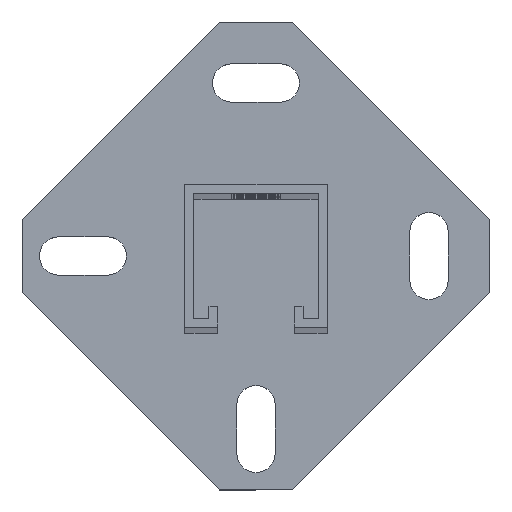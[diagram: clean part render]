
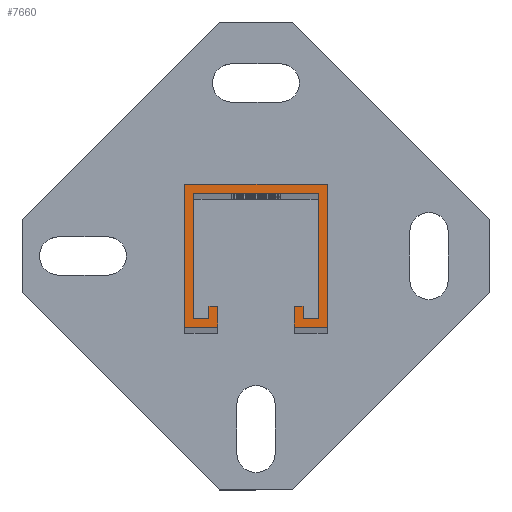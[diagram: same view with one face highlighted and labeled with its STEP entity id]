
A CAD part, top view. The second image highlights one B-rep face of the part: STEP entity #7660.
In plain terms, the highlighted planar face has unit normal (0, 0, 1).
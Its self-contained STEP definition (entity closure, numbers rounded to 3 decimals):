
#38 = CARTESIAN_POINT ( 'NONE',  ( -11., 35., 1000. ) ) ;
#57 = VECTOR ( 'NONE', #11707, 1000. ) ;
#82 = VECTOR ( 'NONE', #1235, 1000. ) ;
#203 = PLANE ( 'NONE',  #5876 ) ;
#241 = ORIENTED_EDGE ( 'NONE', *, *, #2547, .F. ) ;
#243 = LINE ( 'NONE', #6034, #4004 ) ;
#590 = CARTESIAN_POINT ( 'NONE',  ( -13.5, 35., 1000. ) ) ;
#698 = LINE ( 'NONE', #3113, #82 ) ;
#884 = EDGE_CURVE ( 'NONE', #9795, #12281, #2150, .T. ) ;
#1031 = VERTEX_POINT ( 'NONE', #590 ) ;
#1046 = DIRECTION ( 'NONE',  ( 1., 0., 0. ) ) ;
#1108 = EDGE_CURVE ( 'NONE', #12314, #6237, #9227, .T. ) ;
#1235 = DIRECTION ( 'NONE',  ( 1., 0., 0. ) ) ;
#1270 = EDGE_CURVE ( 'NONE', #4183, #8455, #3650, .T. ) ;
#1327 = CARTESIAN_POINT ( 'NONE',  ( -20.5, 0., 1000. ) ) ;
#1335 = DIRECTION ( 'NONE',  ( 1., 0., 0. ) ) ;
#1409 = VECTOR ( 'NONE', #1046, 1000. ) ;
#1414 = LINE ( 'NONE', #8572, #12124 ) ;
#1759 = VERTEX_POINT ( 'NONE', #7365 ) ;
#1780 = CARTESIAN_POINT ( 'NONE',  ( 13.5, 38.5, 1000. ) ) ;
#2014 = VERTEX_POINT ( 'NONE', #9601 ) ;
#2148 = ORIENTED_EDGE ( 'NONE', *, *, #9469, .F. ) ;
#2150 = LINE ( 'NONE', #11951, #8912 ) ;
#2431 = VECTOR ( 'NONE', #8590, 1000. ) ;
#2478 = CARTESIAN_POINT ( 'NONE',  ( 20.5, 5., 1000. ) ) ;
#2505 = CARTESIAN_POINT ( 'NONE',  ( 18., 2.5, 1000. ) ) ;
#2547 = EDGE_CURVE ( 'NONE', #4183, #2816, #10377, .T. ) ;
#2586 = CARTESIAN_POINT ( 'NONE',  ( 20.5, 41., 1000. ) ) ;
#2616 = LINE ( 'NONE', #9613, #57 ) ;
#2816 = VERTEX_POINT ( 'NONE', #4530 ) ;
#3063 = LINE ( 'NONE', #10849, #11189 ) ;
#3113 = CARTESIAN_POINT ( 'NONE',  ( -17.5, 38.5, 1000. ) ) ;
#3278 = ORIENTED_EDGE ( 'NONE', *, *, #8121, .T. ) ;
#3279 = VECTOR ( 'NONE', #11277, 1000. ) ;
#3366 = VECTOR ( 'NONE', #5382, 1000. ) ;
#3426 = LINE ( 'NONE', #4164, #5662 ) ;
#3555 = DIRECTION ( 'NONE',  ( 0., 1., 0. ) ) ;
#3650 = LINE ( 'NONE', #6931, #1409 ) ;
#3753 = EDGE_CURVE ( 'NONE', #6386, #10627, #3063, .T. ) ;
#3801 = DIRECTION ( 'NONE',  ( 0., -1., 0. ) ) ;
#3818 = VECTOR ( 'NONE', #9165, 1000. ) ;
#3871 = CARTESIAN_POINT ( 'NONE',  ( 11., 38., 1000. ) ) ;
#3981 = ORIENTED_EDGE ( 'NONE', *, *, #884, .F. ) ;
#4004 = VECTOR ( 'NONE', #11883, 1000. ) ;
#4098 = ORIENTED_EDGE ( 'NONE', *, *, #9793, .T. ) ;
#4105 = VECTOR ( 'NONE', #3555, 1000. ) ;
#4164 = CARTESIAN_POINT ( 'NONE',  ( 15.5, 2.5, 1000. ) ) ;
#4183 = VERTEX_POINT ( 'NONE', #7552 ) ;
#4312 = CARTESIAN_POINT ( 'NONE',  ( -20.5, -115.862, 1000. ) ) ;
#4516 = VERTEX_POINT ( 'NONE', #4554 ) ;
#4530 = CARTESIAN_POINT ( 'NONE',  ( 11., 41., 1000. ) ) ;
#4554 = CARTESIAN_POINT ( 'NONE',  ( -11., 41., 1000. ) ) ;
#4567 = CARTESIAN_POINT ( 'NONE',  ( -17.5, 41., 1000. ) ) ;
#4705 = EDGE_CURVE ( 'NONE', #2014, #1031, #1414, .T. ) ;
#4813 = LINE ( 'NONE', #7248, #11598 ) ;
#4978 = CARTESIAN_POINT ( 'NONE',  ( 18., 5., 1000. ) ) ;
#5014 = ORIENTED_EDGE ( 'NONE', *, *, #6634, .F. ) ;
#5103 = DIRECTION ( 'NONE',  ( 0., 1., 0. ) ) ;
#5141 = DIRECTION ( 'NONE',  ( -1., 0., 0. ) ) ;
#5382 = DIRECTION ( 'NONE',  ( 1., 0., 0. ) ) ;
#5477 = CARTESIAN_POINT ( 'NONE',  ( -18., 5., 1000. ) ) ;
#5662 = VECTOR ( 'NONE', #10881, 1000. ) ;
#5876 = AXIS2_PLACEMENT_3D ( 'NONE', #4312, #9938, #5141 ) ;
#5927 = EDGE_CURVE ( 'NONE', #11922, #1759, #7563, .T. ) ;
#5955 = ORIENTED_EDGE ( 'NONE', *, *, #1108, .T. ) ;
#6034 = CARTESIAN_POINT ( 'NONE',  ( 13.5, 38., 1000. ) ) ;
#6185 = EDGE_CURVE ( 'NONE', #2816, #11922, #9809, .T. ) ;
#6221 = ORIENTED_EDGE ( 'NONE', *, *, #4705, .T. ) ;
#6237 = VERTEX_POINT ( 'NONE', #7307 ) ;
#6386 = VERTEX_POINT ( 'NONE', #1780 ) ;
#6433 = EDGE_CURVE ( 'NONE', #1759, #9795, #2616, .T. ) ;
#6487 = FACE_OUTER_BOUND ( 'NONE', #11524, .T. ) ;
#6634 = EDGE_CURVE ( 'NONE', #4516, #10644, #10260, .T. ) ;
#6931 = CARTESIAN_POINT ( 'NONE',  ( 13.5, 35., 1000. ) ) ;
#6993 = CARTESIAN_POINT ( 'NONE',  ( -18., 2.5, 1000. ) ) ;
#7116 = CARTESIAN_POINT ( 'NONE',  ( -11., 38., 1000. ) ) ;
#7155 = VERTEX_POINT ( 'NONE', #2505 ) ;
#7180 = ORIENTED_EDGE ( 'NONE', *, *, #1270, .T. ) ;
#7248 = CARTESIAN_POINT ( 'NONE',  ( -11., 35., 1000. ) ) ;
#7307 = CARTESIAN_POINT ( 'NONE',  ( -18., 38.5, 1000. ) ) ;
#7330 = ORIENTED_EDGE ( 'NONE', *, *, #11094, .T. ) ;
#7365 = CARTESIAN_POINT ( 'NONE',  ( 20.5, 0., 1000. ) ) ;
#7469 = DIRECTION ( 'NONE',  ( 0., -1., 0. ) ) ;
#7552 = CARTESIAN_POINT ( 'NONE',  ( 11., 35., 1000. ) ) ;
#7563 = LINE ( 'NONE', #2478, #3818 ) ;
#7660 = ADVANCED_FACE ( 'NONE', ( #6487 ), #203, .F. ) ;
#7790 = ORIENTED_EDGE ( 'NONE', *, *, #6433, .F. ) ;
#7896 = CARTESIAN_POINT ( 'NONE',  ( -20.5, 41., 1000. ) ) ;
#7941 = ORIENTED_EDGE ( 'NONE', *, *, #10285, .T. ) ;
#8060 = DIRECTION ( 'NONE',  ( 0., -1., 0. ) ) ;
#8119 = DIRECTION ( 'NONE',  ( 1., 0., 0. ) ) ;
#8121 = EDGE_CURVE ( 'NONE', #10627, #7155, #10833, .T. ) ;
#8163 = VECTOR ( 'NONE', #7469, 1000. ) ;
#8277 = VECTOR ( 'NONE', #8060, 1000. ) ;
#8455 = VERTEX_POINT ( 'NONE', #8642 ) ;
#8532 = ORIENTED_EDGE ( 'NONE', *, *, #5927, .F. ) ;
#8572 = CARTESIAN_POINT ( 'NONE',  ( -13.5, 38., 1000. ) ) ;
#8590 = DIRECTION ( 'NONE',  ( 0., 1., 0. ) ) ;
#8642 = CARTESIAN_POINT ( 'NONE',  ( 13.5, 35., 1000. ) ) ;
#8912 = VECTOR ( 'NONE', #5103, 1000. ) ;
#9165 = DIRECTION ( 'NONE',  ( 0., -1., 0. ) ) ;
#9227 = LINE ( 'NONE', #5477, #4105 ) ;
#9469 = EDGE_CURVE ( 'NONE', #12281, #4516, #10035, .T. ) ;
#9601 = CARTESIAN_POINT ( 'NONE',  ( -13.5, 38.5, 1000. ) ) ;
#9613 = CARTESIAN_POINT ( 'NONE',  ( 15.5, 0., 1000. ) ) ;
#9793 = EDGE_CURVE ( 'NONE', #7155, #12314, #3426, .T. ) ;
#9795 = VERTEX_POINT ( 'NONE', #1327 ) ;
#9809 = LINE ( 'NONE', #10290, #3366 ) ;
#9938 = DIRECTION ( 'NONE',  ( 0., 0., -1. ) ) ;
#10035 = LINE ( 'NONE', #4567, #3279 ) ;
#10260 = LINE ( 'NONE', #7116, #8163 ) ;
#10285 = EDGE_CURVE ( 'NONE', #8455, #6386, #243, .T. ) ;
#10290 = CARTESIAN_POINT ( 'NONE',  ( 17.5, 41., 1000. ) ) ;
#10377 = LINE ( 'NONE', #3871, #2431 ) ;
#10547 = EDGE_CURVE ( 'NONE', #6237, #2014, #698, .T. ) ;
#10627 = VERTEX_POINT ( 'NONE', #11059 ) ;
#10644 = VERTEX_POINT ( 'NONE', #38 ) ;
#10833 = LINE ( 'NONE', #4978, #8277 ) ;
#10849 = CARTESIAN_POINT ( 'NONE',  ( 17.5, 38.5, 1000. ) ) ;
#10881 = DIRECTION ( 'NONE',  ( -1., 0., 0. ) ) ;
#11059 = CARTESIAN_POINT ( 'NONE',  ( 18., 38.5, 1000. ) ) ;
#11094 = EDGE_CURVE ( 'NONE', #1031, #10644, #4813, .T. ) ;
#11189 = VECTOR ( 'NONE', #1335, 1000. ) ;
#11277 = DIRECTION ( 'NONE',  ( 1., 0., 0. ) ) ;
#11524 = EDGE_LOOP ( 'NONE', ( #3981, #7790, #8532, #11835, #241, #7180, #7941, #12427, #3278, #4098, #5955, #11628, #6221, #7330, #5014, #2148 ) ) ;
#11598 = VECTOR ( 'NONE', #8119, 1000. ) ;
#11628 = ORIENTED_EDGE ( 'NONE', *, *, #10547, .T. ) ;
#11707 = DIRECTION ( 'NONE',  ( -1., 0., 0. ) ) ;
#11835 = ORIENTED_EDGE ( 'NONE', *, *, #6185, .F. ) ;
#11883 = DIRECTION ( 'NONE',  ( 0., 1., 0. ) ) ;
#11922 = VERTEX_POINT ( 'NONE', #2586 ) ;
#11951 = CARTESIAN_POINT ( 'NONE',  ( -20.5, -115.862, 1000. ) ) ;
#12124 = VECTOR ( 'NONE', #3801, 1000. ) ;
#12281 = VERTEX_POINT ( 'NONE', #7896 ) ;
#12314 = VERTEX_POINT ( 'NONE', #6993 ) ;
#12427 = ORIENTED_EDGE ( 'NONE', *, *, #3753, .T. ) ;
